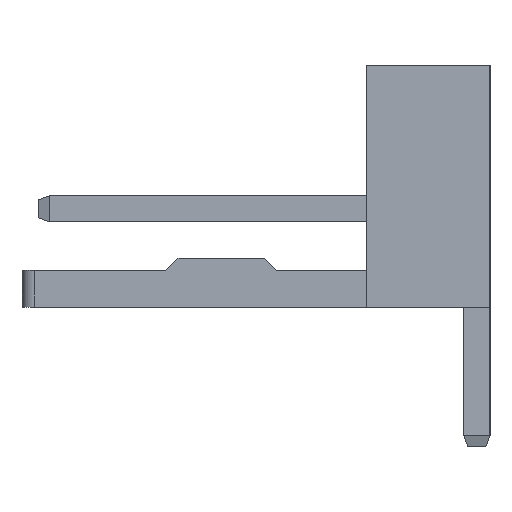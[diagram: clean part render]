
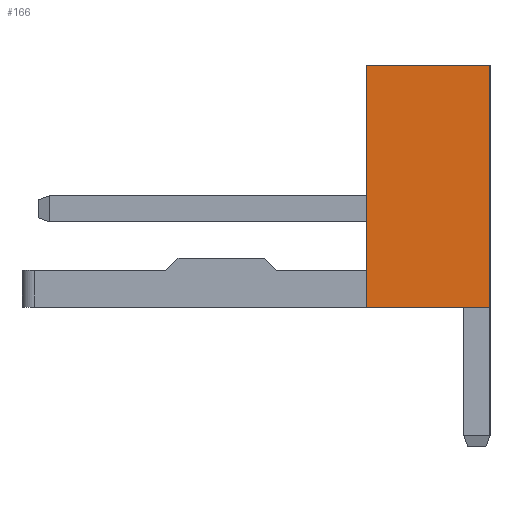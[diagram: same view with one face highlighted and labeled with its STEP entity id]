
A CAD part, left-side view. The second image highlights one B-rep face of the part: STEP entity #166.
In plain terms, the highlighted planar face has unit normal (-1, 0, 0).
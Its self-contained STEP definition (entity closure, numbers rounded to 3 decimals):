
#166=ADVANCED_FACE('',(#3830),#3832,.T.);
#3830=FACE_BOUND('',#3831,.T.);
#3831=EDGE_LOOP('',(#6808,#6809,#6810,#6811));
#3832=PLANE('',#3833);
#3833=AXIS2_PLACEMENT_3D('',#3834,#3835,#3836);
#3834=CARTESIAN_POINT('',(-1.27,-0.32,0.));
#3835=DIRECTION('',(-1.,0.,0.));
#3836=DIRECTION('',(0.,0.,1.));
#6808=ORIENTED_EDGE('',*,*,#8789,.T.);
#6809=ORIENTED_EDGE('',*,*,#8790,.T.);
#6810=ORIENTED_EDGE('',*,*,#8690,.F.);
#6811=ORIENTED_EDGE('',*,*,#8685,.F.);
#8685=EDGE_CURVE('',#9753,#9755,#9756,.T.);
#8690=EDGE_CURVE('',#9755,#9764,#9765,.T.);
#8789=EDGE_CURVE('',#9753,#9949,#9951,.T.);
#8790=EDGE_CURVE('',#9949,#9764,#9952,.T.);
#9753=VERTEX_POINT('',#11517);
#9755=VERTEX_POINT('',#11521);
#9756=LINE('',#11522,#11523);
#9764=VERTEX_POINT('',#11540);
#9765=LINE('',#11541,#11542);
#9949=VERTEX_POINT('',#11921);
#9951=LINE('',#11925,#11926);
#9952=LINE('',#11928,#11929);
#11517=CARTESIAN_POINT('',(-1.27,-0.32,0.));
#11521=CARTESIAN_POINT('',(-1.27,2.68,0.));
#11522=CARTESIAN_POINT('',(-1.27,-0.32,0.));
#11523=VECTOR('',#11524,1.);
#11524=DIRECTION('',(0.,1.,0.));
#11540=CARTESIAN_POINT('',(-1.27,2.68,5.9));
#11541=CARTESIAN_POINT('',(-1.27,2.68,0.));
#11542=VECTOR('',#11543,1.);
#11543=DIRECTION('',(0.,0.,1.));
#11921=CARTESIAN_POINT('',(-1.27,-0.32,5.9));
#11925=CARTESIAN_POINT('',(-1.27,-0.32,0.));
#11926=VECTOR('',#11927,1.);
#11927=DIRECTION('',(0.,0.,1.));
#11928=CARTESIAN_POINT('',(-1.27,-0.32,5.9));
#11929=VECTOR('',#11930,1.);
#11930=DIRECTION('',(0.,1.,0.));
